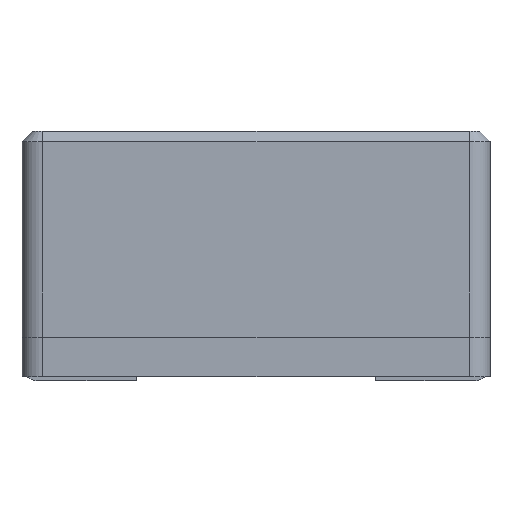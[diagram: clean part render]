
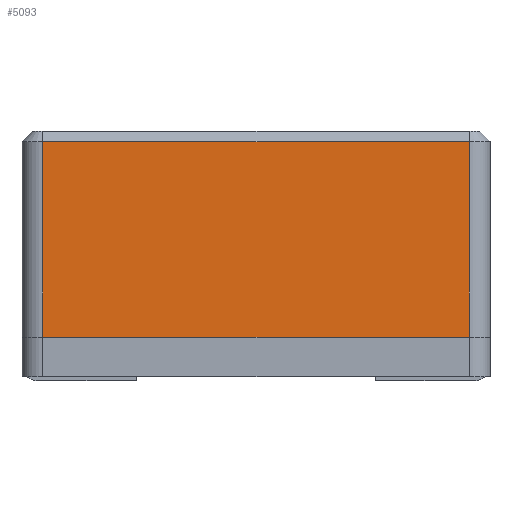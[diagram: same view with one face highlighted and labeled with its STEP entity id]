
A CAD part, left-side view. The second image highlights one B-rep face of the part: STEP entity #5093.
In plain terms, the highlighted planar face has unit normal (-1, 0, 0).
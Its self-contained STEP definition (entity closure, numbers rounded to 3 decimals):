
#546=ORIENTED_EDGE('',*,*,#1726,.T.);
#547=ORIENTED_EDGE('',*,*,#1727,.T.);
#548=ORIENTED_EDGE('',*,*,#1728,.T.);
#549=ORIENTED_EDGE('',*,*,#1709,.T.);
#1709=EDGE_CURVE('',#2305,#2304,#2596,.T.);
#1726=EDGE_CURVE('',#2304,#2311,#2612,.T.);
#1727=EDGE_CURVE('',#2311,#2312,#2613,.T.);
#1728=EDGE_CURVE('',#2312,#2305,#2614,.F.);
#2304=VERTEX_POINT('',#7138);
#2305=VERTEX_POINT('',#7140);
#2311=VERTEX_POINT('',#7168);
#2312=VERTEX_POINT('',#7170);
#2596=LINE('',#7139,#2921);
#2612=LINE('',#7167,#2937);
#2613=LINE('',#7169,#2938);
#2614=LINE('',#7171,#2939);
#2921=VECTOR('',#5714,1000.);
#2937=VECTOR('',#5742,1000.);
#2938=VECTOR('',#5743,1000.);
#2939=VECTOR('',#5744,1000.);
#3234=EDGE_LOOP('',(#546,#547,#548,#549));
#3489=FACE_BOUND('',#3234,.T.);
#3727=PLANE('',#5367);
#5093=ADVANCED_FACE('',(#3489),#3727,.T.);
#5367=AXIS2_PLACEMENT_3D('',#7166,#5740,#5741);
#5714=DIRECTION('',(0.,-1.,0.));
#5740=DIRECTION('',(-1.,0.,0.));
#5741=DIRECTION('',(0.,0.,1.));
#5742=DIRECTION('',(0.,0.,1.));
#5743=DIRECTION('',(0.,1.,0.));
#5744=DIRECTION('',(0.,0.,1.));
#7138=CARTESIAN_POINT('',(-11.,-10.25,1.9));
#7139=CARTESIAN_POINT('',(-11.,11.25,1.9));
#7140=CARTESIAN_POINT('',(-11.,10.25,1.9));
#7166=CARTESIAN_POINT('',(-11.,11.25,1.9));
#7167=CARTESIAN_POINT('',(-11.,-10.25,1.9));
#7168=CARTESIAN_POINT('',(-11.,-10.25,11.3));
#7169=CARTESIAN_POINT('',(-11.,11.25,11.3));
#7170=CARTESIAN_POINT('',(-11.,10.25,11.3));
#7171=CARTESIAN_POINT('',(-11.,10.25,1.9));
